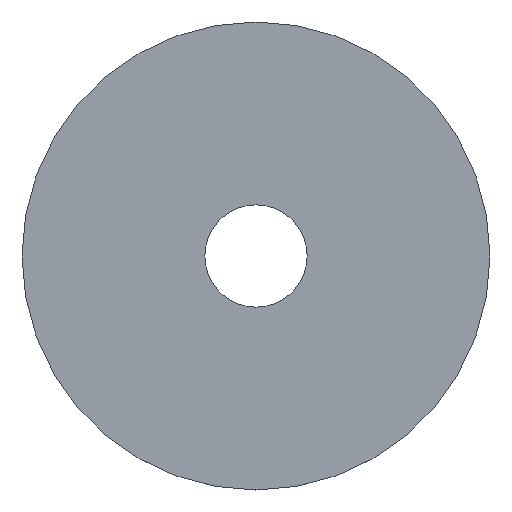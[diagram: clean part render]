
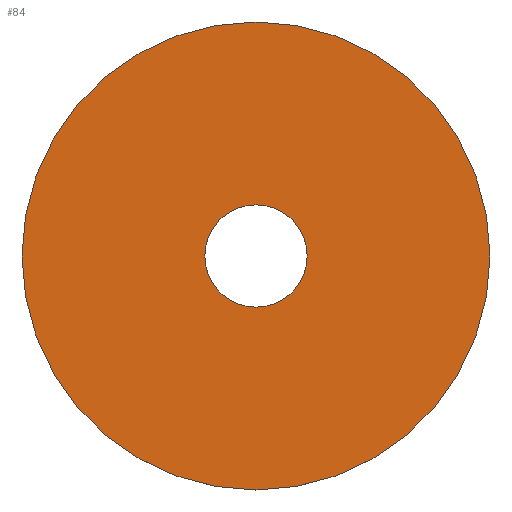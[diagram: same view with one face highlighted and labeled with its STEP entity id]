
A CAD part, top view. The second image highlights one B-rep face of the part: STEP entity #84.
In plain terms, the highlighted planar face has unit normal (0, 0, 1).
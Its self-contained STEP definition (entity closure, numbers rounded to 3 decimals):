
#2 = CARTESIAN_POINT ( 'NONE',  ( -17.5, 0., 2. ) ) ;
#6 = FACE_BOUND ( 'NONE', #183, .T. ) ;
#13 = VERTEX_POINT ( 'NONE', #171 ) ;
#14 = EDGE_CURVE ( 'NONE', #13, #207, #107, .T. ) ;
#19 = AXIS2_PLACEMENT_3D ( 'NONE', #154, #237, #135 ) ;
#20 = PLANE ( 'NONE',  #19 ) ;
#24 = CARTESIAN_POINT ( 'NONE',  ( -80., 0., 2. ) ) ;
#29 = CIRCLE ( 'NONE', #118, 80. ) ;
#34 = DIRECTION ( 'NONE',  ( 1., 0., 0. ) ) ;
#38 = EDGE_CURVE ( 'NONE', #95, #97, #79, .T. ) ;
#39 = DIRECTION ( 'NONE',  ( 0., 0., 1. ) ) ;
#49 = ORIENTED_EDGE ( 'NONE', *, *, #38, .F. ) ;
#51 = EDGE_CURVE ( 'NONE', #97, #95, #150, .T. ) ;
#53 = AXIS2_PLACEMENT_3D ( 'NONE', #192, #174, #34 ) ;
#56 = CARTESIAN_POINT ( 'NONE',  ( 0., 0., 2. ) ) ;
#70 = ORIENTED_EDGE ( 'NONE', *, *, #14, .T. ) ;
#78 = DIRECTION ( 'NONE',  ( 0., 0., 1. ) ) ;
#79 = CIRCLE ( 'NONE', #53, 17.5 ) ;
#84 = ADVANCED_FACE ( 'NONE', ( #6, #235 ), #20, .T. ) ;
#94 = ORIENTED_EDGE ( 'NONE', *, *, #128, .T. ) ;
#95 = VERTEX_POINT ( 'NONE', #189 ) ;
#97 = VERTEX_POINT ( 'NONE', #2 ) ;
#99 = AXIS2_PLACEMENT_3D ( 'NONE', #100, #195, #156 ) ;
#100 = CARTESIAN_POINT ( 'NONE',  ( 0., 0., 2. ) ) ;
#107 = CIRCLE ( 'NONE', #230, 80. ) ;
#115 = DIRECTION ( 'NONE',  ( 1., 0., 0. ) ) ;
#118 = AXIS2_PLACEMENT_3D ( 'NONE', #56, #39, #218 ) ;
#128 = EDGE_CURVE ( 'NONE', #207, #13, #29, .T. ) ;
#129 = EDGE_LOOP ( 'NONE', ( #94, #70 ) ) ;
#135 = DIRECTION ( 'NONE',  ( 1., 0., 0. ) ) ;
#150 = CIRCLE ( 'NONE', #99, 17.5 ) ;
#154 = CARTESIAN_POINT ( 'NONE',  ( 0., 0., 2. ) ) ;
#156 = DIRECTION ( 'NONE',  ( 1., 0., 0. ) ) ;
#171 = CARTESIAN_POINT ( 'NONE',  ( 80., 0., 2. ) ) ;
#173 = CARTESIAN_POINT ( 'NONE',  ( 0., 0., 2. ) ) ;
#174 = DIRECTION ( 'NONE',  ( 0., 0., 1. ) ) ;
#183 = EDGE_LOOP ( 'NONE', ( #49, #229 ) ) ;
#189 = CARTESIAN_POINT ( 'NONE',  ( 17.5, 0., 2. ) ) ;
#192 = CARTESIAN_POINT ( 'NONE',  ( 0., 0., 2. ) ) ;
#195 = DIRECTION ( 'NONE',  ( 0., 0., 1. ) ) ;
#207 = VERTEX_POINT ( 'NONE', #24 ) ;
#218 = DIRECTION ( 'NONE',  ( 1., 0., 0. ) ) ;
#229 = ORIENTED_EDGE ( 'NONE', *, *, #51, .F. ) ;
#230 = AXIS2_PLACEMENT_3D ( 'NONE', #173, #78, #115 ) ;
#235 = FACE_OUTER_BOUND ( 'NONE', #129, .T. ) ;
#237 = DIRECTION ( 'NONE',  ( 0., 0., 1. ) ) ;
